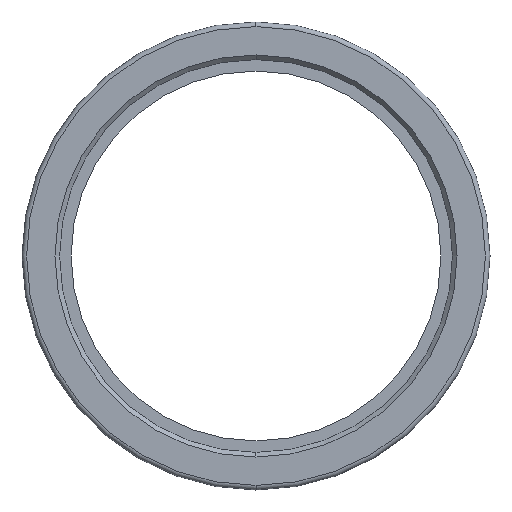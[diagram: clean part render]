
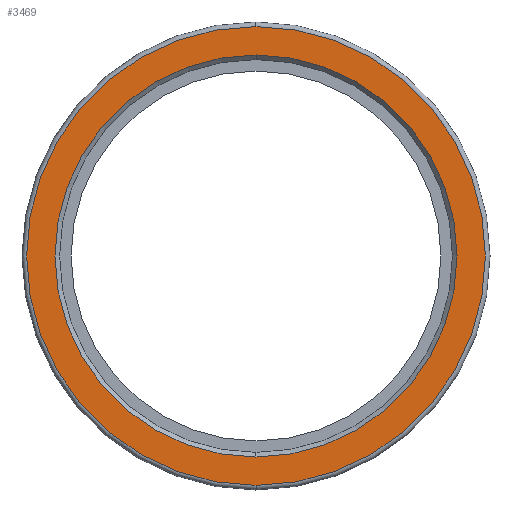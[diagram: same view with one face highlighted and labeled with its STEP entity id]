
A CAD part, left-side view. The second image highlights one B-rep face of the part: STEP entity #3469.
In plain terms, the highlighted planar face has unit normal (-1, 0, 0).
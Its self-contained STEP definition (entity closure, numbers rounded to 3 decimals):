
#77 = EDGE_LOOP ( 'NONE', ( #8807, #8393 ) ) ;
#608 = AXIS2_PLACEMENT_3D ( 'NONE', #5965, #1544, #1420 ) ;
#1149 = CARTESIAN_POINT ( 'NONE',  ( 0., 0., 0. ) ) ;
#1155 = EDGE_CURVE ( 'NONE', #1923, #2658, #7671, .T. ) ;
#1162 = CARTESIAN_POINT ( 'NONE',  ( 0., 0., -13.1 ) ) ;
#1168 = DIRECTION ( 'NONE',  ( -1., 0., 0. ) ) ;
#1174 = CIRCLE ( 'NONE', #8426, 14.95 ) ;
#1202 = DIRECTION ( 'NONE',  ( 1., 0., 0. ) ) ;
#1420 = DIRECTION ( 'NONE',  ( 0., 0., -1. ) ) ;
#1544 = DIRECTION ( 'NONE',  ( 1., 0., 0. ) ) ;
#1766 = ORIENTED_EDGE ( 'NONE', *, *, #4650, .T. ) ;
#1917 = DIRECTION ( 'NONE',  ( -1., 0., 0. ) ) ;
#1923 = VERTEX_POINT ( 'NONE', #8495 ) ;
#1929 = DIRECTION ( 'NONE',  ( 0., 0., -1. ) ) ;
#2017 = DIRECTION ( 'NONE',  ( 0., 0., -1. ) ) ;
#2296 = FACE_BOUND ( 'NONE', #77, .T. ) ;
#2565 = VERTEX_POINT ( 'NONE', #3136 ) ;
#2658 = VERTEX_POINT ( 'NONE', #1162 ) ;
#3136 = CARTESIAN_POINT ( 'NONE',  ( 0., 0., 14.95 ) ) ;
#3455 = DIRECTION ( 'NONE',  ( 1., 0., 0. ) ) ;
#3469 = ADVANCED_FACE ( 'NONE', ( #2296, #5845 ), #9387, .F. ) ;
#3610 = CIRCLE ( 'NONE', #8072, 13.1 ) ;
#3740 = AXIS2_PLACEMENT_3D ( 'NONE', #6203, #3455, #6998 ) ;
#4650 = EDGE_CURVE ( 'NONE', #2565, #6751, #1174, .T. ) ;
#5122 = EDGE_LOOP ( 'NONE', ( #9585, #1766 ) ) ;
#5349 = EDGE_CURVE ( 'NONE', #2658, #1923, #3610, .T. ) ;
#5399 = DIRECTION ( 'NONE',  ( 0., 0., -1. ) ) ;
#5481 = CARTESIAN_POINT ( 'NONE',  ( 0., 0., 0. ) ) ;
#5512 = CARTESIAN_POINT ( 'NONE',  ( 0., 0., 0. ) ) ;
#5845 = FACE_OUTER_BOUND ( 'NONE', #5122, .T. ) ;
#5965 = CARTESIAN_POINT ( 'NONE',  ( 0., 0., 0. ) ) ;
#6203 = CARTESIAN_POINT ( 'NONE',  ( 0., 12.8, 0. ) ) ;
#6751 = VERTEX_POINT ( 'NONE', #10763 ) ;
#6998 = DIRECTION ( 'NONE',  ( 0., 1., 0. ) ) ;
#7476 = EDGE_CURVE ( 'NONE', #6751, #2565, #10054, .T. ) ;
#7671 = CIRCLE ( 'NONE', #608, 13.1 ) ;
#8072 = AXIS2_PLACEMENT_3D ( 'NONE', #5512, #1202, #5399 ) ;
#8393 = ORIENTED_EDGE ( 'NONE', *, *, #5349, .T. ) ;
#8426 = AXIS2_PLACEMENT_3D ( 'NONE', #5481, #1168, #1929 ) ;
#8495 = CARTESIAN_POINT ( 'NONE',  ( 0., 0., 13.1 ) ) ;
#8807 = ORIENTED_EDGE ( 'NONE', *, *, #1155, .T. ) ;
#9387 = PLANE ( 'NONE',  #3740 ) ;
#9585 = ORIENTED_EDGE ( 'NONE', *, *, #7476, .T. ) ;
#10054 = CIRCLE ( 'NONE', #10979, 14.95 ) ;
#10763 = CARTESIAN_POINT ( 'NONE',  ( 0., 0., -14.95 ) ) ;
#10979 = AXIS2_PLACEMENT_3D ( 'NONE', #1149, #1917, #2017 ) ;
